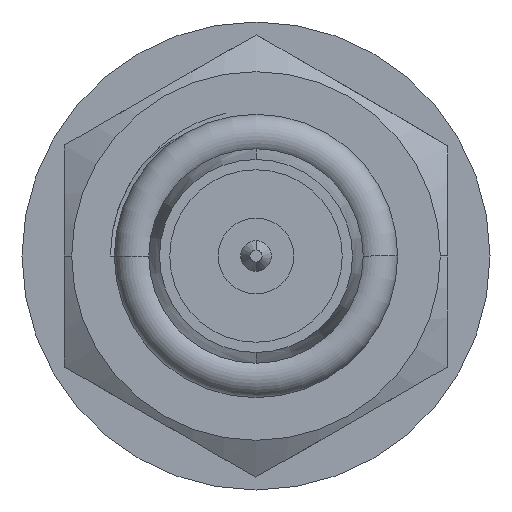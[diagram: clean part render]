
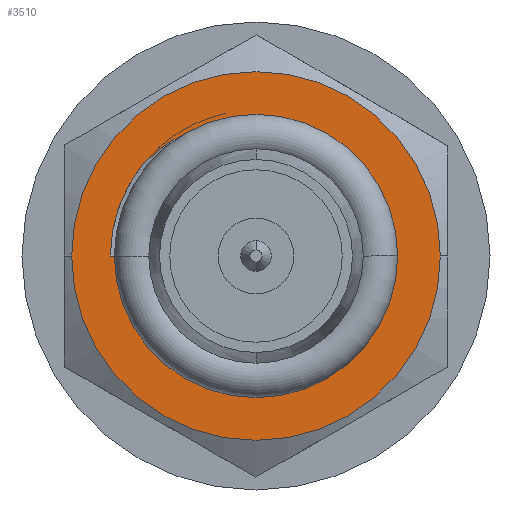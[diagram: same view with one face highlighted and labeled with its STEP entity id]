
A CAD part, left-side view. The second image highlights one B-rep face of the part: STEP entity #3510.
In plain terms, the highlighted planar face has unit normal (-1, 0, 0).
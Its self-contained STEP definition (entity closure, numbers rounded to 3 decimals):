
#73 = CARTESIAN_POINT ( 'NONE',  ( -14.124, -3.056, 0. ) ) ;
#241 = EDGE_CURVE ( 'NONE', #7554, #8879, #11936, .T. ) ;
#496 = CARTESIAN_POINT ( 'NONE',  ( -14.124, 0.684, 2.196 ) ) ;
#559 = VECTOR ( 'NONE', #3200, 1000. ) ;
#687 = AXIS2_PLACEMENT_3D ( 'NONE', #3592, #2533, #6327 ) ;
#726 = DIRECTION ( 'NONE',  ( 1., 0., 0. ) ) ;
#758 = EDGE_CURVE ( 'NONE', #2019, #6703, #1207, .T. ) ;
#893 = EDGE_CURVE ( 'NONE', #8879, #3160, #2167, .T. ) ;
#944 = VERTEX_POINT ( 'NONE', #73 ) ;
#1118 = ORIENTED_EDGE ( 'NONE', *, *, #11131, .F. ) ;
#1137 = DIRECTION ( 'NONE',  ( 1., 0., 0. ) ) ;
#1139 = EDGE_CURVE ( 'NONE', #3160, #2019, #8712, .T. ) ;
#1199 = ORIENTED_EDGE ( 'NONE', *, *, #758, .T. ) ;
#1207 = LINE ( 'NONE', #6117, #559 ) ;
#1447 = CIRCLE ( 'NONE', #12164, 2.415 ) ;
#2019 = VERTEX_POINT ( 'NONE', #11446 ) ;
#2026 = DIRECTION ( 'NONE',  ( 1., 0., 0. ) ) ;
#2080 = CARTESIAN_POINT ( 'NONE',  ( -14.124, 0., 0. ) ) ;
#2167 = CIRCLE ( 'NONE', #2952, 2.3 ) ;
#2197 = ORIENTED_EDGE ( 'NONE', *, *, #1139, .T. ) ;
#2307 = CARTESIAN_POINT ( 'NONE',  ( -14.124, 1.537, 1.828 ) ) ;
#2416 = EDGE_LOOP ( 'NONE', ( #6793, #2197, #1199, #11421, #9982 ) ) ;
#2533 = DIRECTION ( 'NONE',  ( 1., 0., 0. ) ) ;
#2821 = DIRECTION ( 'NONE',  ( 0., 1., 0. ) ) ;
#2952 = AXIS2_PLACEMENT_3D ( 'NONE', #5363, #4318, #9144 ) ;
#3146 = DIRECTION ( 'NONE',  ( 0., 1., 0. ) ) ;
#3160 = VERTEX_POINT ( 'NONE', #11159 ) ;
#3200 = DIRECTION ( 'NONE',  ( 0., 1., 0. ) ) ;
#3510 = ADVANCED_FACE ( 'NONE', ( #8543, #3764 ), #5628, .F. ) ;
#3592 = CARTESIAN_POINT ( 'NONE',  ( -14.124, 0., 0. ) ) ;
#3632 = CARTESIAN_POINT ( 'NONE',  ( -14.124, 0.684, 2.196 ) ) ;
#3677 = CARTESIAN_POINT ( 'NONE',  ( -14.124, 2.415, 0. ) ) ;
#3764 = FACE_OUTER_BOUND ( 'NONE', #11140, .T. ) ;
#4132 = ORIENTED_EDGE ( 'NONE', *, *, #8608, .F. ) ;
#4318 = DIRECTION ( 'NONE',  ( 1., 0., 0. ) ) ;
#4650 = CARTESIAN_POINT ( 'NONE',  ( -14.124, 0., 0. ) ) ;
#4819 = CARTESIAN_POINT ( 'NONE',  ( -14.124, -2.3, 0. ) ) ;
#5309 = CARTESIAN_POINT ( 'NONE',  ( -14.124, 1.881, 1.515 ) ) ;
#5363 = CARTESIAN_POINT ( 'NONE',  ( -14.124, 0., 0. ) ) ;
#5579 = AXIS2_PLACEMENT_3D ( 'NONE', #4819, #2026, #9342 ) ;
#5628 = PLANE ( 'NONE',  #5579 ) ;
#5945 = CARTESIAN_POINT ( 'NONE',  ( -14.124, 0., 0. ) ) ;
#6101 = CARTESIAN_POINT ( 'NONE',  ( -14.124, 1.132, 2.06 ) ) ;
#6117 = CARTESIAN_POINT ( 'NONE',  ( -14.124, -2.3, 0. ) ) ;
#6327 = DIRECTION ( 'NONE',  ( 0., 1., 0. ) ) ;
#6455 = EDGE_CURVE ( 'NONE', #6703, #7554, #1447, .T. ) ;
#6703 = VERTEX_POINT ( 'NONE', #3677 ) ;
#6793 = ORIENTED_EDGE ( 'NONE', *, *, #893, .T. ) ;
#7426 = AXIS2_PLACEMENT_3D ( 'NONE', #5945, #11656, #3146 ) ;
#7554 = VERTEX_POINT ( 'NONE', #5309 ) ;
#7926 = AXIS2_PLACEMENT_3D ( 'NONE', #4650, #726, #11222 ) ;
#8226 = CIRCLE ( 'NONE', #7426, 3.056 ) ;
#8242 = CIRCLE ( 'NONE', #687, 3.056 ) ;
#8543 = FACE_BOUND ( 'NONE', #2416, .T. ) ;
#8608 = EDGE_CURVE ( 'NONE', #944, #10124, #8226, .T. ) ;
#8712 = CIRCLE ( 'NONE', #7926, 2.3 ) ;
#8879 = VERTEX_POINT ( 'NONE', #3632 ) ;
#9005 = CARTESIAN_POINT ( 'NONE',  ( -14.124, 0.913, 2.145 ) ) ;
#9144 = DIRECTION ( 'NONE',  ( 0., 1., 0. ) ) ;
#9342 = DIRECTION ( 'NONE',  ( 0., -1., 0. ) ) ;
#9982 = ORIENTED_EDGE ( 'NONE', *, *, #241, .T. ) ;
#10124 = VERTEX_POINT ( 'NONE', #10558 ) ;
#10558 = CARTESIAN_POINT ( 'NONE',  ( -14.124, 3.056, 0. ) ) ;
#10811 = CARTESIAN_POINT ( 'NONE',  ( -14.124, 1.719, 1.685 ) ) ;
#11131 = EDGE_CURVE ( 'NONE', #10124, #944, #8242, .T. ) ;
#11140 = EDGE_LOOP ( 'NONE', ( #1118, #4132 ) ) ;
#11159 = CARTESIAN_POINT ( 'NONE',  ( -14.124, -2.3, 0. ) ) ;
#11222 = DIRECTION ( 'NONE',  ( 0., 1., 0. ) ) ;
#11421 = ORIENTED_EDGE ( 'NONE', *, *, #6455, .T. ) ;
#11446 = CARTESIAN_POINT ( 'NONE',  ( -14.124, 2.3, 0. ) ) ;
#11656 = DIRECTION ( 'NONE',  ( 1., 0., 0. ) ) ;
#11750 = CARTESIAN_POINT ( 'NONE',  ( -14.124, 1.881, 1.515 ) ) ;
#11936 = B_SPLINE_CURVE_WITH_KNOTS ( 'NONE', 3,
 ( #11750, #10811, #2307, #6101, #9005, #496 ),
 .UNSPECIFIED., .F., .F.,
 ( 4, 2, 4 ),
 ( 0., 0.001, 0.001 ),
 .UNSPECIFIED. ) ;
#12164 = AXIS2_PLACEMENT_3D ( 'NONE', #2080, #1137, #2821 ) ;
